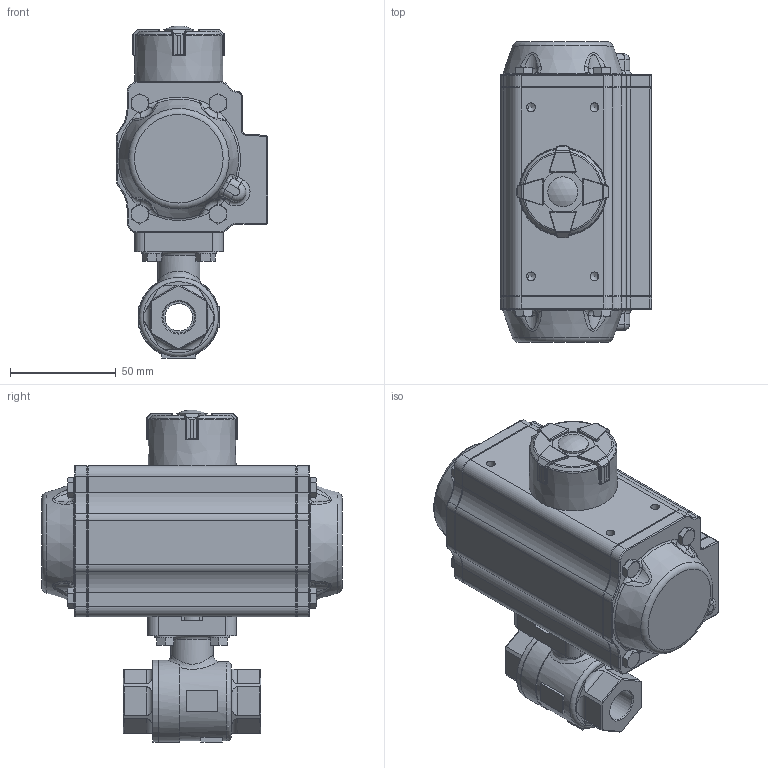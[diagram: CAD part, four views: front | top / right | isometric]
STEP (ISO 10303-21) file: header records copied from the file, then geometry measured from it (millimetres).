
FILE_DESCRIPTION(/* description */ ('Unknown','CAx-IF Rec.Pracs.---Representation and Presentation of Product Manufacturing Information (PMI)---4.0---2014-10-13','CAx-IF Rec.Pracs.---3D Tessellated Geometry---0.4---2014-09-14','2;1'),/* implementation_level */ '2;1');
FILE_NAME(/* name */ 'FR01 9768-03',/* time_stamp */ '2023-11-23T09:52:14+01:00',/* author */ ('Unknown'),/* organization */ ('Unknown'),/* preprocessor_version */ 'ST-DEVELOPER v18.102',/* originating_system */ 'Solid Edge',/* authorisation */ 'Unknown');
FILE_SCHEMA (('PROCESS_PLANNING_SCHEMA','AP242_MANAGED_MODEL_BASED_3D_ENGINEERING_MIM_LF { 1 0 10303 442 1 1 4 }'));
Length unit declared in the file: millimetre
Products named in the file (10): DW20_FR15-8.550.012; 8.550.012; DW02_FR01_(DW20_FR15); KP-50; cup head square neck bolts grade b gb_GB_FASTENER_BOLT_CHSNBSHB M6X25
-N; ________(___________; _____________; ______; DIN125-5_3.1.3; DIN558 M5x16
Assembly tree (17 placements, depth 3):
  DW20_FR15-8.550.012
    8.550.012
    DW02_FR01_(DW20_FR15)
      KP-50
      cup head square neck bolts grade b gb_GB_FASTENER_BOLT_CHSNBSHB M6X25
-N
      ________(___________  x2
      _____________  x2
      ______
    DIN125-5_3.1.3  x4
    DIN558 M5x16  x4
Bounding box: 71.5 x 142.2 x 157.12 mm (x, y, z)
Volume: 645174.5 mm3; surface area: 79972.6 mm2
Topology: 16 solids, 16 shells, 1143 faces, 2755 edges, 1662 vertices
Faces by surface type: plane 419, cylinder 328, cone 154, bspline 133, torus 99, sphere 10
Full cylindrical faces by diameter (mm): 2.1 x2, 3 x16, 3.3 x8, 4.2 x12, 5 x9, 5.3 x4, 6 x1, 6.2 x1, 8.8 x2, 10 x4, 11.5 x1, 11.7 x1, 13 x1, 13.9 x1, 14.2 x1, 14.95 x2, 15.9 x1, 20 x2, 23 x1, 23.5 x1, 37.6 x2, 38.5 x1, 38.6 x2
Entity records: 33461 total; most frequent: CARTESIAN_POINT 11186, DIRECTION 4352, ORIENTED_EDGE 4278, EDGE_CURVE 2139, AXIS2_PLACEMENT_3D 1688, VERTEX_POINT 1369, FACE_BOUND 1142, EDGE_LOOP 1124
